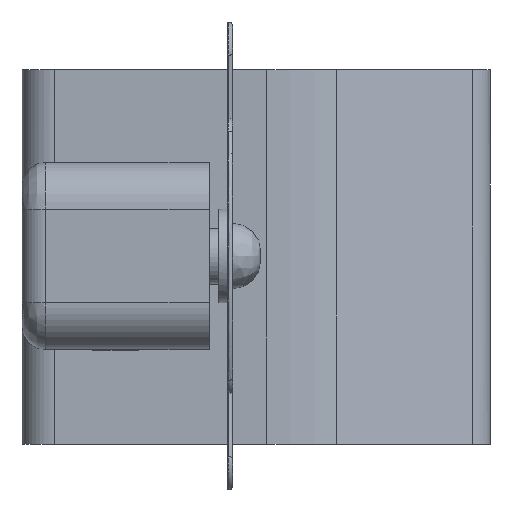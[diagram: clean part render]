
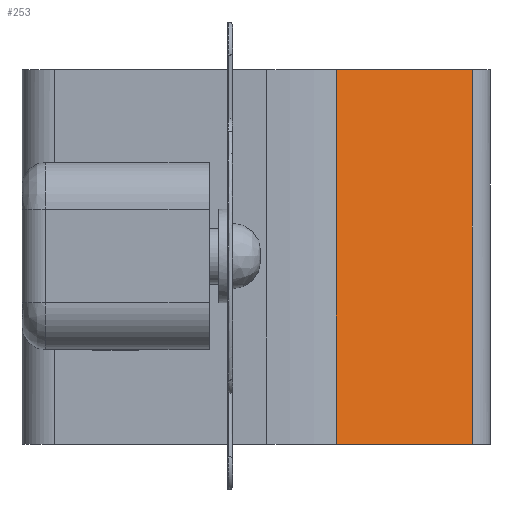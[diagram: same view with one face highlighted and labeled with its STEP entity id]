
A CAD part, top view. The second image highlights one B-rep face of the part: STEP entity #253.
In plain terms, the highlighted free-form (B-spline) face has degree [1, 1] with [2, 2] control points.
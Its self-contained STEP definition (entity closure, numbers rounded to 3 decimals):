
#85 = VERTEX_POINT('',#86);
#86 = CARTESIAN_POINT('',(54.17,22.517,3.101
    ));
#92 = EDGE_CURVE('',#85,#93,#95,.T.);
#93 = VERTEX_POINT('',#94);
#94 = CARTESIAN_POINT('',(54.17,-22.517,3.101
    ));
#95 = B_SPLINE_CURVE_WITH_KNOTS('',1,(#96,#97),.UNSPECIFIED.,.F.,.F.,(2,
    2),(-20.,20.),.PIECEWISE_BEZIER_KNOTS.);
#96 = CARTESIAN_POINT('',(54.17,22.517,3.101
    ));
#97 = CARTESIAN_POINT('',(54.17,-22.517,3.101
    ));
#123 = EDGE_CURVE('',#93,#124,#126,.T.);
#124 = VERTEX_POINT('',#125);
#125 = CARTESIAN_POINT('',(37.802,-22.517,
    9.648));
#126 = B_SPLINE_CURVE_WITH_KNOTS('',1,(#127,#128),.UNSPECIFIED.,.F.,.F.,
  (2,2),(-10.132,5.526),.PIECEWISE_BEZIER_KNOTS.);
#127 = CARTESIAN_POINT('',(54.17,-22.517,
    3.101));
#128 = CARTESIAN_POINT('',(37.802,-22.517,
    9.648));
#174 = VERTEX_POINT('',#175);
#175 = CARTESIAN_POINT('',(37.802,22.517,
    9.648));
#189 = EDGE_CURVE('',#124,#174,#190,.T.);
#190 = B_SPLINE_CURVE_WITH_KNOTS('',1,(#191,#192),.UNSPECIFIED.,.F.,.F.,
  (2,2),(-10.,30.),.PIECEWISE_BEZIER_KNOTS.);
#191 = CARTESIAN_POINT('',(37.802,-22.517,
    9.648));
#192 = CARTESIAN_POINT('',(37.802,22.517,
    9.648));
#253 = ADVANCED_FACE('',(#254),#264,.F.);
#254 = FACE_BOUND('',#255,.T.);
#255 = EDGE_LOOP('',(#256,#257,#262,#263));
#256 = ORIENTED_EDGE('',*,*,#92,.F.);
#257 = ORIENTED_EDGE('',*,*,#258,.F.);
#258 = EDGE_CURVE('',#174,#85,#259,.T.);
#259 = B_SPLINE_CURVE_WITH_KNOTS('',1,(#260,#261),.UNSPECIFIED.,.F.,.F.,
  (2,2),(-5.526,10.132),.PIECEWISE_BEZIER_KNOTS.);
#260 = CARTESIAN_POINT('',(37.802,22.517,
    9.648));
#261 = CARTESIAN_POINT('',(54.17,22.517,
    3.101));
#262 = ORIENTED_EDGE('',*,*,#189,.F.);
#263 = ORIENTED_EDGE('',*,*,#123,.F.);
#264 = B_SPLINE_SURFACE_WITH_KNOTS('',1,1,(
    (#265,#266)
    ,(#267,#268
    )),.UNSPECIFIED.,.F.,.F.,.F.,(2,2),(2,2),(2.031,
    17.689),(0.,40.),.PIECEWISE_BEZIER_KNOTS.);
#265 = CARTESIAN_POINT('',(54.17,-22.517,
    3.101));
#266 = CARTESIAN_POINT('',(54.17,22.517,
    3.101));
#267 = CARTESIAN_POINT('',(37.802,-22.517,
    9.648));
#268 = CARTESIAN_POINT('',(37.802,22.517,
    9.648));
